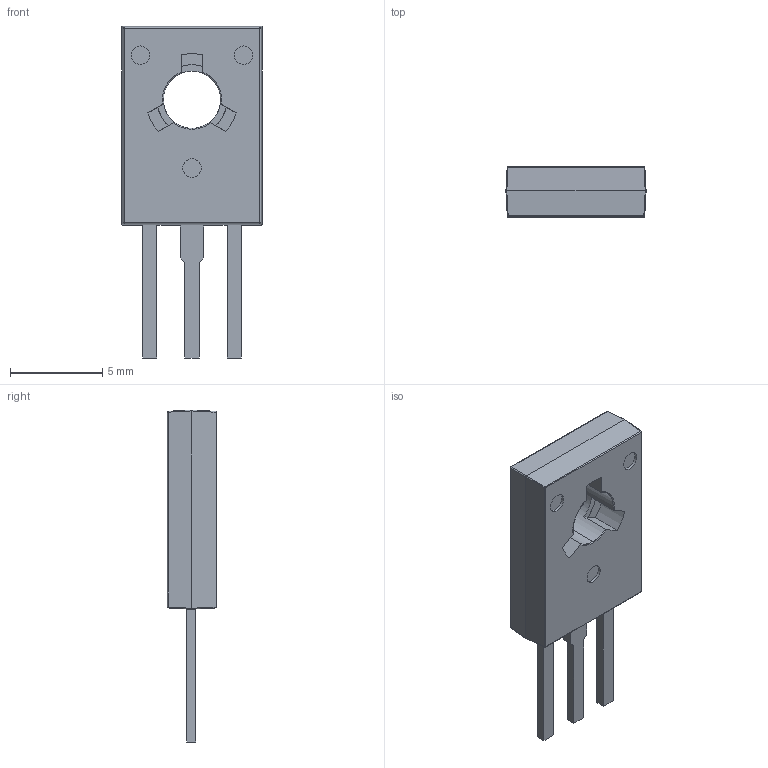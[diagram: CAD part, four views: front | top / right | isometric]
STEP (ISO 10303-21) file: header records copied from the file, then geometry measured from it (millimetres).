
FILE_DESCRIPTION (( 'STEP AP214' ), '1' );
FILE_NAME ('TO-126_L7.8-W2.7-P2.30-L.step', '2025-09-05T10:02:16', ( '' ), ( '' ), 'SwSTEP 2.0', 'SolidWorks 2021', '' );
FILE_SCHEMA (( 'AUTOMOTIVE_DESIGN' ));
Length unit declared in the file: millimetre
Products named in the file (1): TO-126_L7.8-W2.7-P2.30-L
Bounding box: 7.6 x 2.71 x 18 mm (x, y, z)
Volume: 200.4 mm3; surface area: 470.8 mm2
Topology: 2 solids, 2 shells, 330 faces, 891 edges, 575 vertices
Faces by surface type: plane 179, bspline 98, cylinder 39, sphere 8, torus 6
Entity records: 14499 total; most frequent: CARTESIAN_POINT 3203, ORIENTED_EDGE 1766, DIRECTION 1230, EDGE_CURVE 883, LINE 582, VECTOR 582, VERTEX_POINT 575, EDGE_LOOP 358
